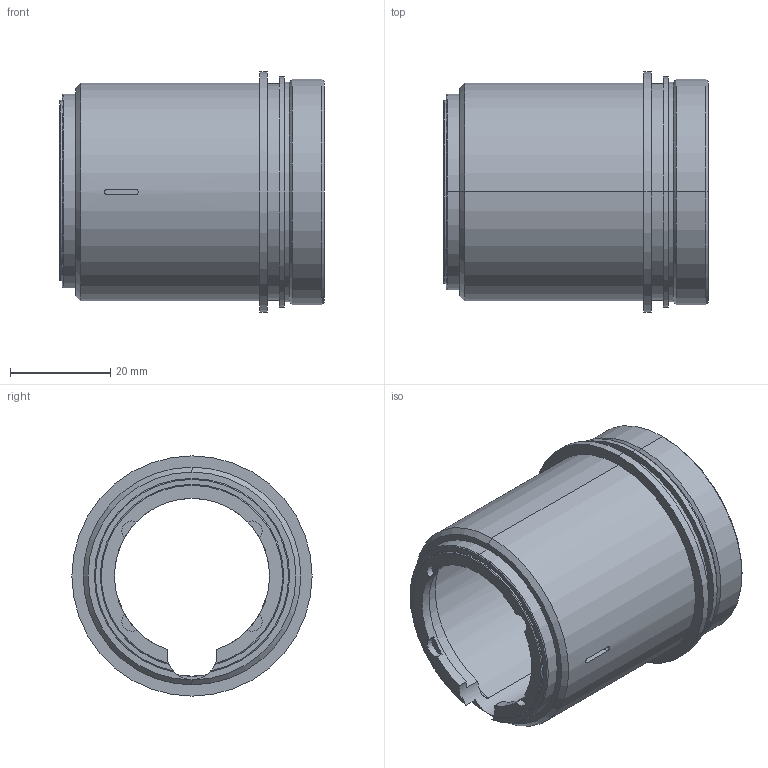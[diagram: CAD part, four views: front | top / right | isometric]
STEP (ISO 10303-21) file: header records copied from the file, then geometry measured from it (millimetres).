
FILE_DESCRIPTION (( 'STEP AP214' ), '1' );
FILE_NAME ('庈狪.713764.003 - 昜譇瘔.STEP', '2024-11-18T14:41:08', ( '' ), ( '' ), 'SwSTEP 2.0', 'SolidWorks 2023', '' );
FILE_SCHEMA (( 'AUTOMOTIVE_DESIGN' ));
Length unit declared in the file: millimetre
Products named in the file (1): КРПГ.713764.003 - Оправа
Bounding box: 52.9 x 48 x 48 mm (x, y, z)
Volume: 13404.7 mm3; surface area: 16051 mm2
Topology: 1 solids, 1 shells, 70 faces, 171 edges, 107 vertices
Faces by surface type: cylinder 35, plane 17, cone 12, torus 6
Entity records: 2225 total; most frequent: CARTESIAN_POINT 433, DIRECTION 402, ORIENTED_EDGE 342, EDGE_CURVE 171, AXIS2_PLACEMENT_3D 170, VERTEX_POINT 107, CIRCLE 99, EDGE_LOOP 78
